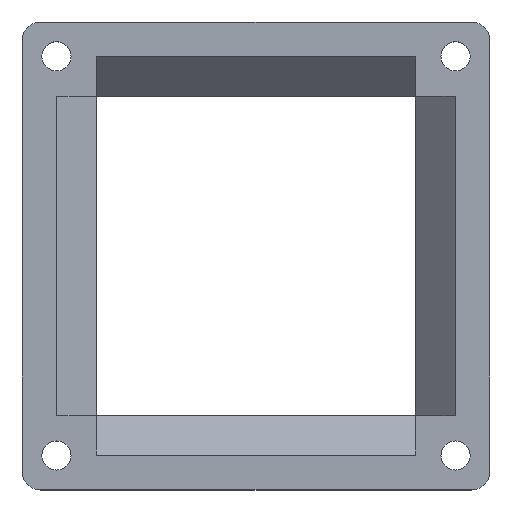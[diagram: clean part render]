
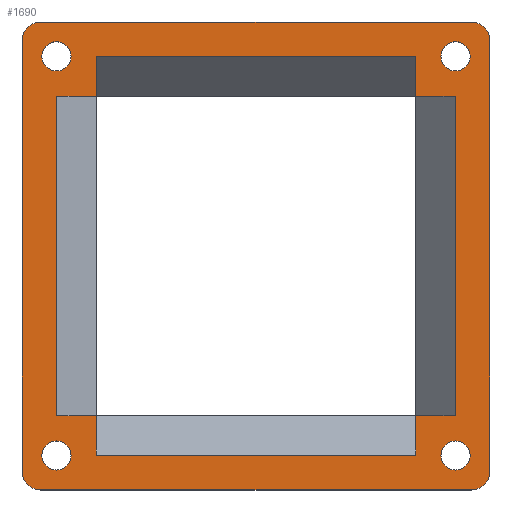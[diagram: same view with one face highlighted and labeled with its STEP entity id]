
A CAD part, top view. The second image highlights one B-rep face of the part: STEP entity #1690.
In plain terms, the highlighted planar face has unit normal (0, 0, 1).
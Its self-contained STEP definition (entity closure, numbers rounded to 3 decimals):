
#89=FACE_BOUND('',#396,.T.);
#90=FACE_BOUND('',#397,.T.);
#91=FACE_BOUND('',#398,.T.);
#92=FACE_BOUND('',#399,.T.);
#93=FACE_BOUND('',#400,.T.);
#97=CIRCLE('',#1750,1.55);
#99=CIRCLE('',#1754,1.55);
#163=CIRCLE('',#1875,2.);
#167=CIRCLE('',#1882,2.);
#168=CIRCLE('',#1885,2.);
#169=CIRCLE('',#1888,2.);
#170=CIRCLE('',#1893,1.55);
#171=CIRCLE('',#1894,1.55);
#260=FACE_OUTER_BOUND('',#395,.T.);
#395=EDGE_LOOP('',(#1433,#1434,#1435,#1436,#1437,#1438,#1439,#1440));
#396=EDGE_LOOP('',(#1441));
#397=EDGE_LOOP('',(#1442));
#398=EDGE_LOOP('',(#1443));
#399=EDGE_LOOP('',(#1444));
#400=EDGE_LOOP('',(#1445,#1446,#1447,#1448,#1449,#1450,#1451,#1452,#1453,
#1454,#1455,#1456));
#533=LINE('',#2834,#679);
#534=LINE('',#2836,#680);
#535=LINE('',#2839,#681);
#536=LINE('',#2840,#682);
#537=LINE('',#2847,#683);
#538=LINE('',#2849,#684);
#539=LINE('',#2851,#685);
#540=LINE('',#2853,#686);
#541=LINE('',#2855,#687);
#542=LINE('',#2857,#688);
#543=LINE('',#2859,#689);
#544=LINE('',#2861,#690);
#545=LINE('',#2863,#691);
#546=LINE('',#2865,#692);
#547=LINE('',#2867,#693);
#548=LINE('',#2868,#694);
#679=VECTOR('',#2342,10.);
#680=VECTOR('',#2345,10.);
#681=VECTOR('',#2350,10.);
#682=VECTOR('',#2351,10.);
#683=VECTOR('',#2356,10.);
#684=VECTOR('',#2357,10.);
#685=VECTOR('',#2358,10.);
#686=VECTOR('',#2359,10.);
#687=VECTOR('',#2360,10.);
#688=VECTOR('',#2361,10.);
#689=VECTOR('',#2362,10.);
#690=VECTOR('',#2363,10.);
#691=VECTOR('',#2364,10.);
#692=VECTOR('',#2365,10.);
#693=VECTOR('',#2366,10.);
#694=VECTOR('',#2367,10.);
#744=VERTEX_POINT('',#2527);
#746=VERTEX_POINT('',#2534);
#831=VERTEX_POINT('',#2798);
#832=VERTEX_POINT('',#2799);
#835=VERTEX_POINT('',#2812);
#836=VERTEX_POINT('',#2813);
#837=VERTEX_POINT('',#2820);
#838=VERTEX_POINT('',#2821);
#839=VERTEX_POINT('',#2828);
#840=VERTEX_POINT('',#2829);
#841=VERTEX_POINT('',#2841);
#842=VERTEX_POINT('',#2843);
#843=VERTEX_POINT('',#2845);
#844=VERTEX_POINT('',#2846);
#845=VERTEX_POINT('',#2848);
#846=VERTEX_POINT('',#2850);
#847=VERTEX_POINT('',#2852);
#848=VERTEX_POINT('',#2854);
#849=VERTEX_POINT('',#2856);
#850=VERTEX_POINT('',#2858);
#851=VERTEX_POINT('',#2860);
#852=VERTEX_POINT('',#2862);
#853=VERTEX_POINT('',#2864);
#854=VERTEX_POINT('',#2866);
#901=EDGE_CURVE('',#744,#744,#97,.T.);
#904=EDGE_CURVE('',#746,#746,#99,.T.);
#1025=EDGE_CURVE('',#831,#832,#163,.T.);
#1032=EDGE_CURVE('',#835,#836,#167,.T.);
#1036=EDGE_CURVE('',#837,#838,#168,.T.);
#1040=EDGE_CURVE('',#839,#840,#169,.T.);
#1043=EDGE_CURVE('',#835,#832,#533,.T.);
#1044=EDGE_CURVE('',#831,#840,#534,.T.);
#1045=EDGE_CURVE('',#839,#838,#535,.T.);
#1046=EDGE_CURVE('',#837,#836,#536,.T.);
#1047=EDGE_CURVE('',#841,#841,#170,.T.);
#1048=EDGE_CURVE('',#842,#842,#171,.T.);
#1049=EDGE_CURVE('',#843,#844,#537,.T.);
#1050=EDGE_CURVE('',#844,#845,#538,.T.);
#1051=EDGE_CURVE('',#845,#846,#539,.T.);
#1052=EDGE_CURVE('',#846,#847,#540,.T.);
#1053=EDGE_CURVE('',#847,#848,#541,.T.);
#1054=EDGE_CURVE('',#848,#849,#542,.T.);
#1055=EDGE_CURVE('',#849,#850,#543,.T.);
#1056=EDGE_CURVE('',#850,#851,#544,.T.);
#1057=EDGE_CURVE('',#851,#852,#545,.T.);
#1058=EDGE_CURVE('',#852,#853,#546,.T.);
#1059=EDGE_CURVE('',#853,#854,#547,.T.);
#1060=EDGE_CURVE('',#854,#843,#548,.T.);
#1433=ORIENTED_EDGE('',*,*,#1032,.F.);
#1434=ORIENTED_EDGE('',*,*,#1043,.T.);
#1435=ORIENTED_EDGE('',*,*,#1025,.F.);
#1436=ORIENTED_EDGE('',*,*,#1044,.T.);
#1437=ORIENTED_EDGE('',*,*,#1040,.F.);
#1438=ORIENTED_EDGE('',*,*,#1045,.T.);
#1439=ORIENTED_EDGE('',*,*,#1036,.F.);
#1440=ORIENTED_EDGE('',*,*,#1046,.T.);
#1441=ORIENTED_EDGE('',*,*,#901,.T.);
#1442=ORIENTED_EDGE('',*,*,#904,.T.);
#1443=ORIENTED_EDGE('',*,*,#1047,.T.);
#1444=ORIENTED_EDGE('',*,*,#1048,.T.);
#1445=ORIENTED_EDGE('',*,*,#1049,.T.);
#1446=ORIENTED_EDGE('',*,*,#1050,.T.);
#1447=ORIENTED_EDGE('',*,*,#1051,.T.);
#1448=ORIENTED_EDGE('',*,*,#1052,.T.);
#1449=ORIENTED_EDGE('',*,*,#1053,.T.);
#1450=ORIENTED_EDGE('',*,*,#1054,.T.);
#1451=ORIENTED_EDGE('',*,*,#1055,.T.);
#1452=ORIENTED_EDGE('',*,*,#1056,.T.);
#1453=ORIENTED_EDGE('',*,*,#1057,.T.);
#1454=ORIENTED_EDGE('',*,*,#1058,.T.);
#1455=ORIENTED_EDGE('',*,*,#1059,.T.);
#1456=ORIENTED_EDGE('',*,*,#1060,.T.);
#1586=PLANE('',#1892);
#1690=ADVANCED_FACE('',(#260,#89,#90,#91,#92,#93),#1586,.T.);
#1750=AXIS2_PLACEMENT_3D('',#2529,#1993,#1994);
#1754=AXIS2_PLACEMENT_3D('',#2536,#2002,#2003);
#1875=AXIS2_PLACEMENT_3D('',#2800,#2301,#2302);
#1882=AXIS2_PLACEMENT_3D('',#2814,#2318,#2319);
#1885=AXIS2_PLACEMENT_3D('',#2822,#2327,#2328);
#1888=AXIS2_PLACEMENT_3D('',#2830,#2336,#2337);
#1892=AXIS2_PLACEMENT_3D('',#2838,#2348,#2349);
#1893=AXIS2_PLACEMENT_3D('',#2842,#2352,#2353);
#1894=AXIS2_PLACEMENT_3D('',#2844,#2354,#2355);
#1993=DIRECTION('center_axis',(0.,0.,-1.));
#1994=DIRECTION('ref_axis',(-1.,0.,0.));
#2002=DIRECTION('center_axis',(0.,0.,-1.));
#2003=DIRECTION('ref_axis',(-1.,0.,0.));
#2301=DIRECTION('center_axis',(0.,0.,-1.));
#2302=DIRECTION('ref_axis',(0.707,0.707,0.));
#2318=DIRECTION('center_axis',(0.,0.,-1.));
#2319=DIRECTION('ref_axis',(0.707,-0.707,0.));
#2327=DIRECTION('center_axis',(0.,0.,-1.));
#2328=DIRECTION('ref_axis',(-0.707,-0.707,0.));
#2336=DIRECTION('center_axis',(0.,0.,-1.));
#2337=DIRECTION('ref_axis',(-0.707,0.707,0.));
#2342=DIRECTION('',(0.,1.,0.));
#2345=DIRECTION('',(-1.,0.,0.));
#2348=DIRECTION('center_axis',(0.,0.,1.));
#2349=DIRECTION('ref_axis',(1.,0.,0.));
#2350=DIRECTION('',(0.,-1.,0.));
#2351=DIRECTION('',(1.,0.,0.));
#2352=DIRECTION('center_axis',(0.,0.,-1.));
#2353=DIRECTION('ref_axis',(-1.,0.,0.));
#2354=DIRECTION('center_axis',(0.,0.,-1.));
#2355=DIRECTION('ref_axis',(-1.,0.,0.));
#2356=DIRECTION('',(0.,1.,0.));
#2357=DIRECTION('',(-1.,0.,0.));
#2358=DIRECTION('',(0.,1.,0.));
#2359=DIRECTION('',(1.,0.,0.));
#2360=DIRECTION('',(0.,1.,0.));
#2361=DIRECTION('',(1.,0.,0.));
#2362=DIRECTION('',(0.,-1.,0.));
#2363=DIRECTION('',(1.,0.,0.));
#2364=DIRECTION('',(0.,-1.,0.));
#2365=DIRECTION('',(-1.,0.,0.));
#2366=DIRECTION('',(0.,-1.,0.));
#2367=DIRECTION('',(-1.,0.,0.));
#2527=CARTESIAN_POINT('',(-19.65,-21.2,8.));
#2529=CARTESIAN_POINT('Origin',(-21.2,-21.2,8.));
#2534=CARTESIAN_POINT('',(22.75,21.2,8.));
#2536=CARTESIAN_POINT('Origin',(21.2,21.2,8.));
#2798=CARTESIAN_POINT('',(22.85,24.85,8.));
#2799=CARTESIAN_POINT('',(24.85,22.85,8.));
#2800=CARTESIAN_POINT('Origin',(22.85,22.85,8.));
#2812=CARTESIAN_POINT('',(24.85,-22.85,8.));
#2813=CARTESIAN_POINT('',(22.85,-24.85,8.));
#2814=CARTESIAN_POINT('Origin',(22.85,-22.85,8.));
#2820=CARTESIAN_POINT('',(-22.85,-24.85,8.));
#2821=CARTESIAN_POINT('',(-24.85,-22.85,8.));
#2822=CARTESIAN_POINT('Origin',(-22.85,-22.85,8.));
#2828=CARTESIAN_POINT('',(-24.85,22.85,8.));
#2829=CARTESIAN_POINT('',(-22.85,24.85,8.));
#2830=CARTESIAN_POINT('Origin',(-22.85,22.85,8.));
#2834=CARTESIAN_POINT('',(24.85,24.85,8.));
#2836=CARTESIAN_POINT('',(-24.85,24.85,8.));
#2838=CARTESIAN_POINT('Origin',(0.,0.,8.));
#2839=CARTESIAN_POINT('',(-24.85,-24.85,8.));
#2840=CARTESIAN_POINT('',(24.85,-24.85,8.));
#2841=CARTESIAN_POINT('',(22.75,-21.2,8.));
#2842=CARTESIAN_POINT('Origin',(21.2,-21.2,8.));
#2843=CARTESIAN_POINT('',(-19.65,21.2,8.));
#2844=CARTESIAN_POINT('Origin',(-21.2,21.2,8.));
#2845=CARTESIAN_POINT('',(-16.97,-21.15,8.));
#2846=CARTESIAN_POINT('',(-16.97,-16.97,8.));
#2847=CARTESIAN_POINT('',(-16.97,0.,8.));
#2848=CARTESIAN_POINT('',(-21.15,-16.97,8.));
#2849=CARTESIAN_POINT('',(0.,-16.97,8.));
#2850=CARTESIAN_POINT('',(-21.15,16.97,8.));
#2851=CARTESIAN_POINT('',(-21.15,8.485,8.));
#2852=CARTESIAN_POINT('',(-16.97,16.97,8.));
#2853=CARTESIAN_POINT('',(9.224,16.97,8.));
#2854=CARTESIAN_POINT('',(-16.97,21.15,8.));
#2855=CARTESIAN_POINT('',(-16.97,0.,8.));
#2856=CARTESIAN_POINT('',(16.97,21.15,8.));
#2857=CARTESIAN_POINT('',(8.485,21.15,8.));
#2858=CARTESIAN_POINT('',(16.97,16.97,8.));
#2859=CARTESIAN_POINT('',(16.97,9.224,8.));
#2860=CARTESIAN_POINT('',(21.15,16.97,8.));
#2861=CARTESIAN_POINT('',(9.224,16.97,8.));
#2862=CARTESIAN_POINT('',(21.15,-16.97,8.));
#2863=CARTESIAN_POINT('',(21.15,8.485,8.));
#2864=CARTESIAN_POINT('',(16.97,-16.97,8.));
#2865=CARTESIAN_POINT('',(0.,-16.97,8.));
#2866=CARTESIAN_POINT('',(16.97,-21.15,8.));
#2867=CARTESIAN_POINT('',(16.97,-9.224,8.));
#2868=CARTESIAN_POINT('',(8.485,-21.15,8.));
